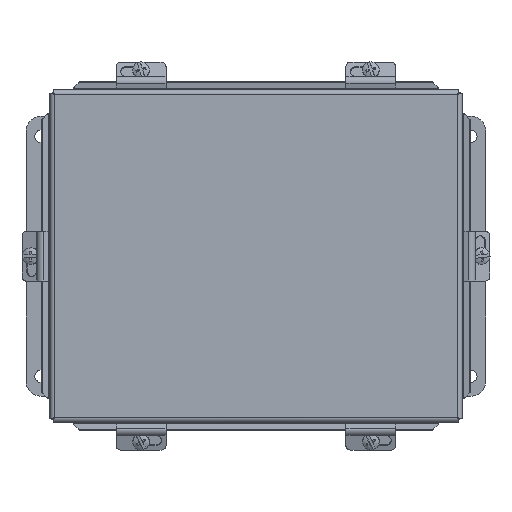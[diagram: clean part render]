
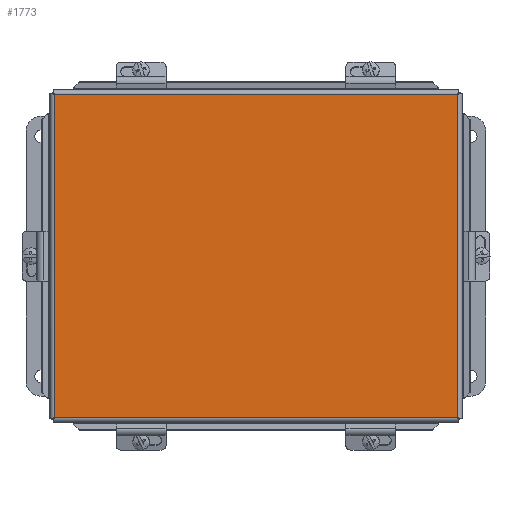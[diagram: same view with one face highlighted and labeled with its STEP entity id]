
A CAD part, top view. The second image highlights one B-rep face of the part: STEP entity #1773.
In plain terms, the highlighted face is planar.
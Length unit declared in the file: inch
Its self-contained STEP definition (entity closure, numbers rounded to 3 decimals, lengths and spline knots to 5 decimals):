
#726 = CARTESIAN_POINT ( 'NONE',  ( 8.20475, 0.10525, 0. ) ) ;
#1656 = VECTOR ( 'NONE', #8678, 39.37008 ) ;
#1773 = ADVANCED_FACE ( 'NONE', ( #5753 ), #8278, .F. ) ;
#1852 = LINE ( 'NONE', #8864, #1656 ) ;
#1995 = VERTEX_POINT ( 'NONE', #13829 ) ;
#2003 = AXIS2_PLACEMENT_3D ( 'NONE', #7935, #7910, #7895 ) ;
#2276 = CARTESIAN_POINT ( 'NONE',  ( 0.10525, 10.20475, 0. ) ) ;
#2823 = EDGE_CURVE ( 'NONE', #5241, #8931, #5869, .T. ) ;
#3855 = VECTOR ( 'NONE', #9445, 39.37008 ) ;
#3950 = LINE ( 'NONE', #10635, #9362 ) ;
#4134 = ORIENTED_EDGE ( 'NONE', *, *, #10495, .T. ) ;
#4186 = DIRECTION ( 'NONE',  ( 1., 0., 0. ) ) ;
#4449 = VERTEX_POINT ( 'NONE', #13185 ) ;
#4848 = ORIENTED_EDGE ( 'NONE', *, *, #11808, .T. ) ;
#5241 = VERTEX_POINT ( 'NONE', #6197 ) ;
#5753 = FACE_OUTER_BOUND ( 'NONE', #11707, .T. ) ;
#5869 = LINE ( 'NONE', #9534, #3855 ) ;
#5955 = EDGE_CURVE ( 'NONE', #4449, #1995, #1852, .T. ) ;
#6197 = CARTESIAN_POINT ( 'NONE',  ( 0.10525, 0.10525, 0. ) ) ;
#6386 = LINE ( 'NONE', #726, #8917 ) ;
#7895 = DIRECTION ( 'NONE',  ( 1., 0., 0. ) ) ;
#7910 = DIRECTION ( 'NONE',  ( 0., 0., 1. ) ) ;
#7935 = CARTESIAN_POINT ( 'NONE',  ( 4.155, 5.155, 0. ) ) ;
#8278 = PLANE ( 'NONE',  #2003 ) ;
#8302 = DIRECTION ( 'NONE',  ( -1., 0., 0. ) ) ;
#8678 = DIRECTION ( 'NONE',  ( 0., -1., 0. ) ) ;
#8864 = CARTESIAN_POINT ( 'NONE',  ( 8.20475, 10.20475, 0. ) ) ;
#8917 = VECTOR ( 'NONE', #8302, 39.37008 ) ;
#8931 = VERTEX_POINT ( 'NONE', #2276 ) ;
#9362 = VECTOR ( 'NONE', #4186, 39.37008 ) ;
#9445 = DIRECTION ( 'NONE',  ( 0., 1., 0. ) ) ;
#9534 = CARTESIAN_POINT ( 'NONE',  ( 0.10525, 0.10525, 0. ) ) ;
#10495 = EDGE_CURVE ( 'NONE', #1995, #5241, #6386, .T. ) ;
#10635 = CARTESIAN_POINT ( 'NONE',  ( 0.10525, 10.20475, 0. ) ) ;
#11024 = ORIENTED_EDGE ( 'NONE', *, *, #5955, .T. ) ;
#11707 = EDGE_LOOP ( 'NONE', ( #11024, #4134, #12713, #4848 ) ) ;
#11808 = EDGE_CURVE ( 'NONE', #8931, #4449, #3950, .T. ) ;
#12713 = ORIENTED_EDGE ( 'NONE', *, *, #2823, .T. ) ;
#13185 = CARTESIAN_POINT ( 'NONE',  ( 8.20475, 10.20475, 0. ) ) ;
#13829 = CARTESIAN_POINT ( 'NONE',  ( 8.20475, 0.10525, 0. ) ) ;
